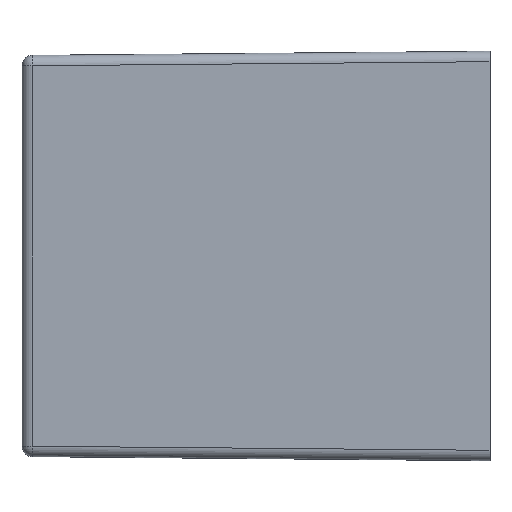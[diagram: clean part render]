
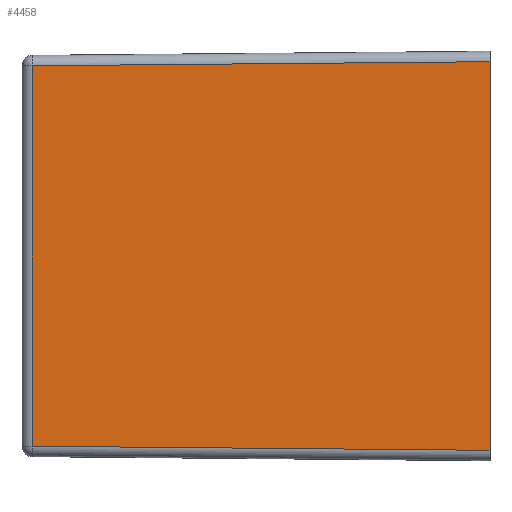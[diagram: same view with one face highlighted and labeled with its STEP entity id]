
A CAD part, left-side view. The second image highlights one B-rep face of the part: STEP entity #4458.
In plain terms, the highlighted planar face has unit normal (-1, 0.009, 0).
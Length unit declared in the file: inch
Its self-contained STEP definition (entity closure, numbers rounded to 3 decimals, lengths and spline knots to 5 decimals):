
#4180=CARTESIAN_POINT('',(7.57063,5.6125,0.37598));
#4181=VERTEX_POINT('',#4180);
#4189=CARTESIAN_POINT('',(7.57063,5.6125,0.00984));
#4190=VERTEX_POINT('',#4189);
#4191=CARTESIAN_POINT('',(7.57063,5.6125,0.00984));
#4192=DIRECTION('',(0.0,0.0,1.0));
#4193=VECTOR('',#4192,0.36614);
#4194=LINE('',#4191,#4193);
#4195=EDGE_CURVE('',#4190,#4181,#4194,.T.);
#4383=CARTESIAN_POINT('',(7.57448,6.04369,0.37213));
#4384=VERTEX_POINT('',#4383);
#4426=CARTESIAN_POINT('',(7.57448,6.04369,0.37213));
#4427=DIRECTION('',(-0.009,-1.,0.009));
#4428=VECTOR('',#4427,0.43122);
#4429=LINE('',#4426,#4428);
#4430=EDGE_CURVE('',#4384,#4181,#4429,.T.);
#4435=CARTESIAN_POINT('',(7.57044,5.59094,-0.00846));
#4436=DIRECTION('',(-1.,0.009,0.0));
#4437=DIRECTION('',(0.0,0.0,1.0));
#4438=AXIS2_PLACEMENT_3D('',#4435,#4436,#4437);
#4439=PLANE('',#4438);
#4440=ORIENTED_EDGE('',*,*,#4430,.F.);
#4441=CARTESIAN_POINT('',(7.57448,6.04369,0.01369));
#4442=VERTEX_POINT('',#4441);
#4443=CARTESIAN_POINT('',(7.57448,6.04369,0.01369));
#4444=DIRECTION('',(0.0,0.0,1.0));
#4445=VECTOR('',#4444,0.35844);
#4446=LINE('',#4443,#4445);
#4447=EDGE_CURVE('',#4442,#4384,#4446,.T.);
#4448=ORIENTED_EDGE('',*,*,#4447,.F.);
#4449=CARTESIAN_POINT('',(7.57063,5.6125,0.00984));
#4450=DIRECTION('',(0.009,1.,0.009));
#4451=VECTOR('',#4450,0.43122);
#4452=LINE('',#4449,#4451);
#4453=EDGE_CURVE('',#4190,#4442,#4452,.T.);
#4454=ORIENTED_EDGE('',*,*,#4453,.F.);
#4455=ORIENTED_EDGE('',*,*,#4195,.T.);
#4456=EDGE_LOOP('',(#4440,#4448,#4454,#4455));
#4457=FACE_OUTER_BOUND('',#4456,.T.);
#4458=ADVANCED_FACE('',(#4457),#4439,.T.);
